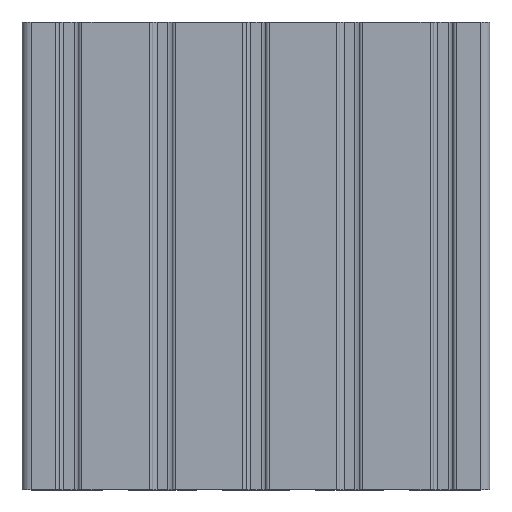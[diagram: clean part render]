
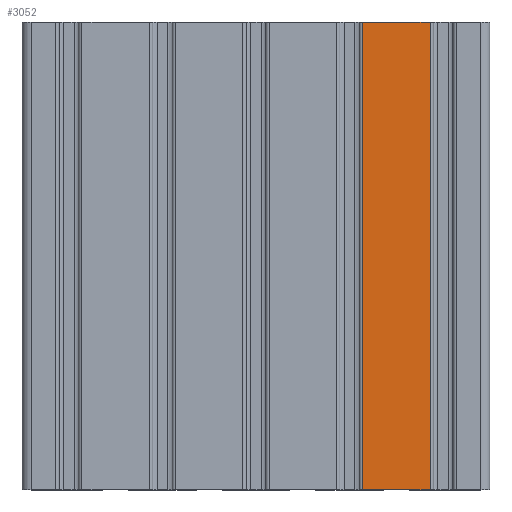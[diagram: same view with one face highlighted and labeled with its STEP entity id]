
A CAD part, top view. The second image highlights one B-rep face of the part: STEP entity #3052.
In plain terms, the highlighted planar face has unit normal (0, 0, 1).
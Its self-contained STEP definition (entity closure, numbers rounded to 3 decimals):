
#359=FACE_OUTER_BOUND('',#522,.T.);
#522=EDGE_LOOP('',(#2068,#2069,#2070,#2071));
#718=LINE('',#4636,#986);
#719=LINE('',#4640,#987);
#720=LINE('',#4642,#988);
#721=LINE('',#4643,#989);
#986=VECTOR('',#3628,200.);
#987=VECTOR('',#3633,28.8);
#988=VECTOR('',#3634,200.);
#989=VECTOR('',#3635,28.8);
#1256=VERTEX_POINT('',#4633);
#1257=VERTEX_POINT('',#4635);
#1258=VERTEX_POINT('',#4639);
#1259=VERTEX_POINT('',#4641);
#1585=EDGE_CURVE('',#1256,#1257,#718,.T.);
#1587=EDGE_CURVE('',#1256,#1258,#719,.T.);
#1588=EDGE_CURVE('',#1258,#1259,#720,.T.);
#1589=EDGE_CURVE('',#1257,#1259,#721,.T.);
#2068=ORIENTED_EDGE('',*,*,#1587,.T.);
#2069=ORIENTED_EDGE('',*,*,#1588,.T.);
#2070=ORIENTED_EDGE('',*,*,#1589,.F.);
#2071=ORIENTED_EDGE('',*,*,#1585,.F.);
#2987=PLANE('',#3227);
#3052=ADVANCED_FACE('',(#359),#2987,.T.);
#3227=AXIS2_PLACEMENT_3D('',#4638,#3631,#3632);
#3628=DIRECTION('',(0.,-1.,0.));
#3631=DIRECTION('center_axis',(0.,0.,1.));
#3632=DIRECTION('ref_axis',(1.,0.,0.));
#3633=DIRECTION('',(-1.,0.,0.));
#3634=DIRECTION('',(0.,-1.,0.));
#3635=DIRECTION('',(-1.,0.,0.));
#4633=CARTESIAN_POINT('',(74.4,200.,14.));
#4635=CARTESIAN_POINT('',(74.4,0.,14.));
#4636=CARTESIAN_POINT('',(74.4,0.,14.));
#4638=CARTESIAN_POINT('Origin',(45.6,0.,14.));
#4639=CARTESIAN_POINT('',(45.6,200.,14.));
#4640=CARTESIAN_POINT('',(22.8,200.,14.));
#4641=CARTESIAN_POINT('',(45.6,0.,14.));
#4642=CARTESIAN_POINT('',(45.6,0.,14.));
#4643=CARTESIAN_POINT('',(22.8,0.,14.));
